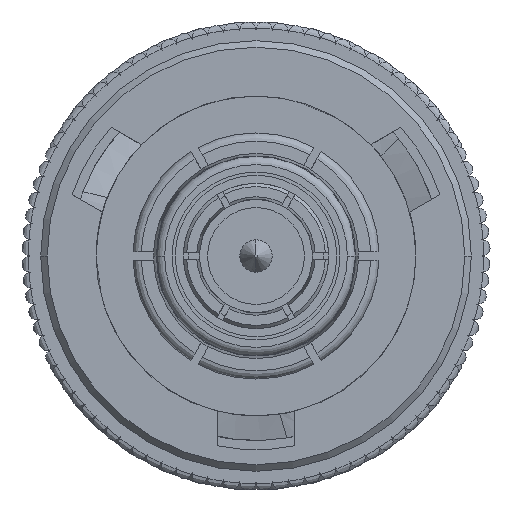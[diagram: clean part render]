
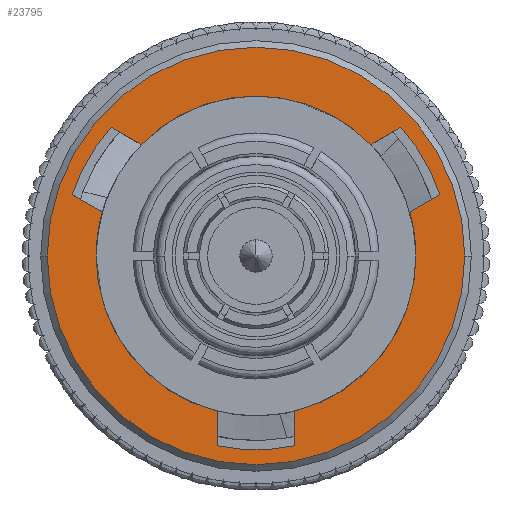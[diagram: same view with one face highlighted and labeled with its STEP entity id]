
A CAD part, left-side view. The second image highlights one B-rep face of the part: STEP entity #23795.
In plain terms, the highlighted face is planar.
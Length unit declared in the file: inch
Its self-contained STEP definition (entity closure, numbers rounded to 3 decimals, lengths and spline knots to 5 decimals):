
#1629 = DIRECTION ( 'NONE',  ( 0., 0., 1. ) ) ;
#1832 = DIRECTION ( 'NONE',  ( 0., 0., 1. ) ) ;
#1853 = CARTESIAN_POINT ( 'NONE',  ( 0., 0., 0. ) ) ;
#2035 = CARTESIAN_POINT ( 'NONE',  ( 0., 0., 0. ) ) ;
#2358 = ORIENTED_EDGE ( 'NONE', *, *, #42052, .F. ) ;
#2896 = CARTESIAN_POINT ( 'NONE',  ( 0., -0.07456, 0.22414 ) ) ;
#3438 = VERTEX_POINT ( 'NONE', #38783 ) ;
#3752 = CARTESIAN_POINT ( 'NONE',  ( 0., -0.15683, -0.17664 ) ) ;
#4195 = CARTESIAN_POINT ( 'NONE',  ( 0., -0.07456, -0.22414 ) ) ;
#4940 = AXIS2_PLACEMENT_3D ( 'NONE', #20549, #12203, #8301 ) ;
#5071 = VERTEX_POINT ( 'NONE', #25942 ) ;
#5270 = DIRECTION ( 'NONE',  ( -1., 0., 0. ) ) ;
#5963 = VECTOR ( 'NONE', #43940, 39.37008 ) ;
#6223 = DIRECTION ( 'NONE',  ( -1., 0., 0. ) ) ;
#6733 = VECTOR ( 'NONE', #20117, 39.37008 ) ;
#6762 = CARTESIAN_POINT ( 'NONE',  ( 0., -0.05343, 0.18754 ) ) ;
#7150 = CARTESIAN_POINT ( 'NONE',  ( 0., 0., 0. ) ) ;
#7401 = VERTEX_POINT ( 'NONE', #38594 ) ;
#7613 = LINE ( 'NONE', #4195, #6733 ) ;
#8152 = LINE ( 'NONE', #23834, #27265 ) ;
#8301 = DIRECTION ( 'NONE',  ( 0., 0., 1. ) ) ;
#8358 = EDGE_CURVE ( 'NONE', #29838, #5071, #8152, .T. ) ;
#8795 = CARTESIAN_POINT ( 'NONE',  ( 0., -0.05343, -0.18754 ) ) ;
#9420 = EDGE_LOOP ( 'NONE', ( #40012, #48987 ) ) ;
#9601 = EDGE_CURVE ( 'NONE', #21821, #34455, #47979, .T. ) ;
#9611 = ORIENTED_EDGE ( 'NONE', *, *, #15924, .F. ) ;
#10565 = ORIENTED_EDGE ( 'NONE', *, *, #22466, .T. ) ;
#10813 = DIRECTION ( 'NONE',  ( 1., 0., 0. ) ) ;
#11154 = CARTESIAN_POINT ( 'NONE',  ( 0., 0., 0.2545 ) ) ;
#11853 = VERTEX_POINT ( 'NONE', #19165 ) ;
#12203 = DIRECTION ( 'NONE',  ( -1., 0., 0. ) ) ;
#12797 = FACE_BOUND ( 'NONE', #42156, .T. ) ;
#12802 = CARTESIAN_POINT ( 'NONE',  ( 0., -0.07456, -0.22414 ) ) ;
#13508 = CIRCLE ( 'NONE', #32748, 0.23622 ) ;
#13599 = DIRECTION ( 'NONE',  ( -1., 0., 0. ) ) ;
#14118 = CIRCLE ( 'NONE', #4940, 0.195 ) ;
#14617 = CARTESIAN_POINT ( 'NONE',  ( 0., 0.2314, -0.0475 ) ) ;
#14965 = AXIS2_PLACEMENT_3D ( 'NONE', #38196, #21925, #38458 ) ;
#15358 = DIRECTION ( 'NONE',  ( -1., 0., 0. ) ) ;
#15414 = VERTEX_POINT ( 'NONE', #6762 ) ;
#15868 = CIRCLE ( 'NONE', #35128, 0.2545 ) ;
#15924 = EDGE_CURVE ( 'NONE', #40314, #11853, #40407, .T. ) ;
#16184 = DIRECTION ( 'NONE',  ( -1., 0., 0. ) ) ;
#17391 = CARTESIAN_POINT ( 'NONE',  ( 0., 0., 0. ) ) ;
#17906 = EDGE_CURVE ( 'NONE', #28743, #3438, #30117, .T. ) ;
#18060 = AXIS2_PLACEMENT_3D ( 'NONE', #25120, #13599, #1832 ) ;
#18484 = ORIENTED_EDGE ( 'NONE', *, *, #9601, .T. ) ;
#18964 = CARTESIAN_POINT ( 'NONE',  ( 0., -0.07456, 0.22414 ) ) ;
#19165 = CARTESIAN_POINT ( 'NONE',  ( 0., -0.15683, -0.17664 ) ) ;
#19466 = EDGE_CURVE ( 'NONE', #35483, #28743, #27923, .T. ) ;
#20117 = DIRECTION ( 'NONE',  ( 0., 0.5, 0.866 ) ) ;
#20278 = EDGE_CURVE ( 'NONE', #36602, #34455, #7613, .T. ) ;
#20366 = PLANE ( 'NONE',  #28685 ) ;
#20549 = CARTESIAN_POINT ( 'NONE',  ( 0., 0., 0. ) ) ;
#21111 = DIRECTION ( 'NONE',  ( 1., 0., 0. ) ) ;
#21233 = ORIENTED_EDGE ( 'NONE', *, *, #22221, .F. ) ;
#21378 = CIRCLE ( 'NONE', #18060, 0.195 ) ;
#21484 = CARTESIAN_POINT ( 'NONE',  ( 0., 0., 0. ) ) ;
#21821 = VERTEX_POINT ( 'NONE', #45003 ) ;
#21925 = DIRECTION ( 'NONE',  ( -1., 0., 0. ) ) ;
#22221 = EDGE_CURVE ( 'NONE', #15414, #40046, #43123, .T. ) ;
#22441 = VERTEX_POINT ( 'NONE', #48897 ) ;
#22466 = EDGE_CURVE ( 'NONE', #35483, #21821, #47072, .T. ) ;
#22942 = CARTESIAN_POINT ( 'NONE',  ( 0., 0., 0. ) ) ;
#23611 = DIRECTION ( 'NONE',  ( 0., 0., 1. ) ) ;
#23795 = ADVANCED_FACE ( 'NONE', ( #44003, #12797 ), #20366, .F. ) ;
#23834 = CARTESIAN_POINT ( 'NONE',  ( 0., -0.15683, 0.17664 ) ) ;
#25120 = CARTESIAN_POINT ( 'NONE',  ( 0., 0., 0. ) ) ;
#25330 = AXIS2_PLACEMENT_3D ( 'NONE', #2035, #6223, #50514 ) ;
#25753 = EDGE_CURVE ( 'NONE', #34262, #22441, #34206, .T. ) ;
#25942 = CARTESIAN_POINT ( 'NONE',  ( 0., -0.1357, 0.14004 ) ) ;
#27265 = VECTOR ( 'NONE', #43802, 39.37008 ) ;
#27397 = CARTESIAN_POINT ( 'NONE',  ( 0., 0.2314, -0.0475 ) ) ;
#27923 = LINE ( 'NONE', #27397, #5963 ) ;
#28685 = AXIS2_PLACEMENT_3D ( 'NONE', #36133, #16184, #32172 ) ;
#28743 = VERTEX_POINT ( 'NONE', #14617 ) ;
#29457 = VECTOR ( 'NONE', #47576, 39.37008 ) ;
#29838 = VERTEX_POINT ( 'NONE', #40505 ) ;
#30075 = VECTOR ( 'NONE', #36451, 39.37008 ) ;
#30117 = CIRCLE ( 'NONE', #36839, 0.23622 ) ;
#30137 = ORIENTED_EDGE ( 'NONE', *, *, #45926, .T. ) ;
#30655 = EDGE_CURVE ( 'NONE', #40046, #29838, #13508, .T. ) ;
#32172 = DIRECTION ( 'NONE',  ( 0., 0., 1. ) ) ;
#32319 = VERTEX_POINT ( 'NONE', #36606 ) ;
#32512 = CIRCLE ( 'NONE', #14965, 0.195 ) ;
#32594 = DIRECTION ( 'NONE',  ( 0., 0., 1. ) ) ;
#32748 = AXIS2_PLACEMENT_3D ( 'NONE', #33178, #21111, #49213 ) ;
#33178 = CARTESIAN_POINT ( 'NONE',  ( 0., 0., 0. ) ) ;
#33542 = ORIENTED_EDGE ( 'NONE', *, *, #19466, .F. ) ;
#33547 = EDGE_CURVE ( 'NONE', #15414, #32319, #21378, .T. ) ;
#34206 = CIRCLE ( 'NONE', #37602, 0.2545 ) ;
#34262 = VERTEX_POINT ( 'NONE', #11154 ) ;
#34335 = DIRECTION ( 'NONE',  ( 0., -1., 0. ) ) ;
#34455 = VERTEX_POINT ( 'NONE', #8795 ) ;
#34599 = ORIENTED_EDGE ( 'NONE', *, *, #36036, .F. ) ;
#34743 = ORIENTED_EDGE ( 'NONE', *, *, #30655, .F. ) ;
#35128 = AXIS2_PLACEMENT_3D ( 'NONE', #22942, #15358, #38473 ) ;
#35483 = VERTEX_POINT ( 'NONE', #40889 ) ;
#36036 = EDGE_CURVE ( 'NONE', #3438, #7401, #43231, .T. ) ;
#36133 = CARTESIAN_POINT ( 'NONE',  ( 0., 0.195, 0. ) ) ;
#36451 = DIRECTION ( 'NONE',  ( 0., -0.5, -0.866 ) ) ;
#36602 = VERTEX_POINT ( 'NONE', #12802 ) ;
#36606 = CARTESIAN_POINT ( 'NONE',  ( 0., 0., 0.195 ) ) ;
#36839 = AXIS2_PLACEMENT_3D ( 'NONE', #7150, #10813, #23611 ) ;
#37079 = AXIS2_PLACEMENT_3D ( 'NONE', #17391, #49415, #32594 ) ;
#37506 = ORIENTED_EDGE ( 'NONE', *, *, #33547, .T. ) ;
#37602 = AXIS2_PLACEMENT_3D ( 'NONE', #1853, #5270, #49033 ) ;
#37988 = ORIENTED_EDGE ( 'NONE', *, *, #20278, .F. ) ;
#38196 = CARTESIAN_POINT ( 'NONE',  ( 0., 0., 0. ) ) ;
#38458 = DIRECTION ( 'NONE',  ( 0., 0., 1. ) ) ;
#38473 = DIRECTION ( 'NONE',  ( 0., 0., 1. ) ) ;
#38594 = CARTESIAN_POINT ( 'NONE',  ( 0., 0.18913, 0.0475 ) ) ;
#38783 = CARTESIAN_POINT ( 'NONE',  ( 0., 0.2314, 0.0475 ) ) ;
#39927 = AXIS2_PLACEMENT_3D ( 'NONE', #21484, #45409, #1629 ) ;
#40012 = ORIENTED_EDGE ( 'NONE', *, *, #25753, .F. ) ;
#40046 = VERTEX_POINT ( 'NONE', #2896 ) ;
#40314 = VERTEX_POINT ( 'NONE', #48999 ) ;
#40407 = LINE ( 'NONE', #3752, #30075 ) ;
#40505 = CARTESIAN_POINT ( 'NONE',  ( 0., -0.15683, 0.17664 ) ) ;
#40533 = EDGE_CURVE ( 'NONE', #22441, #34262, #15868, .T. ) ;
#40889 = CARTESIAN_POINT ( 'NONE',  ( 0., 0.18913, -0.0475 ) ) ;
#42052 = EDGE_CURVE ( 'NONE', #11853, #36602, #43235, .T. ) ;
#42156 = EDGE_LOOP ( 'NONE', ( #10565, #18484, #37988, #2358, #9611, #30137, #42428, #34743, #21233, #37506, #44803, #34599, #46532, #33542 ) ) ;
#42428 = ORIENTED_EDGE ( 'NONE', *, *, #8358, .F. ) ;
#42987 = CARTESIAN_POINT ( 'NONE',  ( 0., 0.2314, 0.0475 ) ) ;
#43123 = LINE ( 'NONE', #18964, #29457 ) ;
#43231 = LINE ( 'NONE', #42987, #50047 ) ;
#43235 = CIRCLE ( 'NONE', #39927, 0.23622 ) ;
#43802 = DIRECTION ( 'NONE',  ( 0., 0.5, -0.866 ) ) ;
#43940 = DIRECTION ( 'NONE',  ( 0., 1., 0. ) ) ;
#44003 = FACE_OUTER_BOUND ( 'NONE', #9420, .T. ) ;
#44803 = ORIENTED_EDGE ( 'NONE', *, *, #45403, .T. ) ;
#45003 = CARTESIAN_POINT ( 'NONE',  ( 0., 0., -0.195 ) ) ;
#45403 = EDGE_CURVE ( 'NONE', #32319, #7401, #32512, .T. ) ;
#45409 = DIRECTION ( 'NONE',  ( 1., 0., 0. ) ) ;
#45926 = EDGE_CURVE ( 'NONE', #40314, #5071, #14118, .T. ) ;
#46532 = ORIENTED_EDGE ( 'NONE', *, *, #17906, .F. ) ;
#47072 = CIRCLE ( 'NONE', #37079, 0.195 ) ;
#47576 = DIRECTION ( 'NONE',  ( 0., -0.5, 0.866 ) ) ;
#47979 = CIRCLE ( 'NONE', #25330, 0.195 ) ;
#48897 = CARTESIAN_POINT ( 'NONE',  ( 0., 0., -0.2545 ) ) ;
#48987 = ORIENTED_EDGE ( 'NONE', *, *, #40533, .F. ) ;
#48999 = CARTESIAN_POINT ( 'NONE',  ( 0., -0.1357, -0.14004 ) ) ;
#49033 = DIRECTION ( 'NONE',  ( 0., 0., 1. ) ) ;
#49213 = DIRECTION ( 'NONE',  ( 0., 0., 1. ) ) ;
#49415 = DIRECTION ( 'NONE',  ( -1., 0., 0. ) ) ;
#50047 = VECTOR ( 'NONE', #34335, 39.37008 ) ;
#50514 = DIRECTION ( 'NONE',  ( 0., 0., 1. ) ) ;
